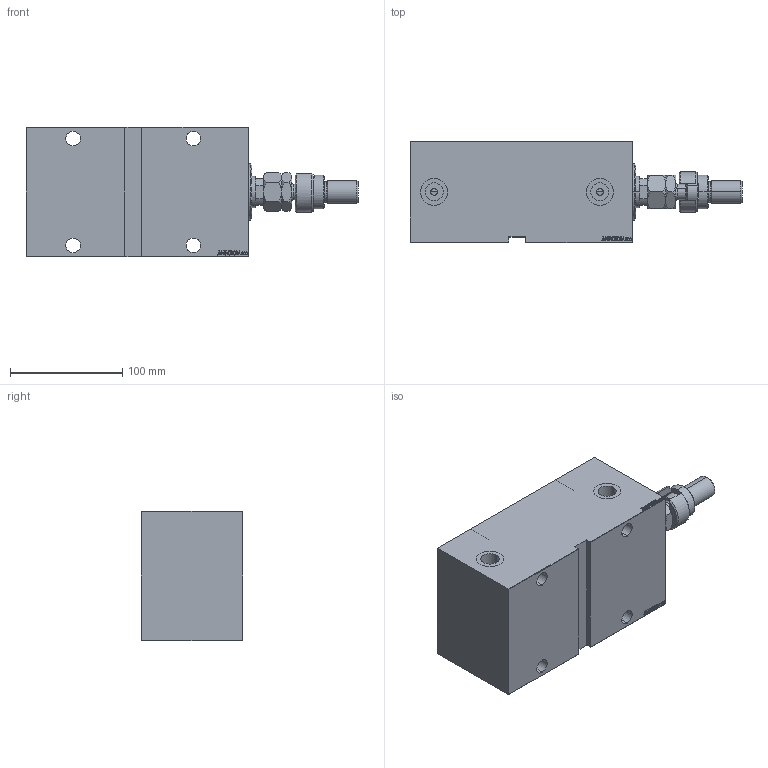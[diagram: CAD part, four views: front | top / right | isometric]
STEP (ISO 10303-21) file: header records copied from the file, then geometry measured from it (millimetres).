
FILE_DESCRIPTION (( 'STEP AP203' ), '1' );
FILE_NAME ('13cd.STEP', '2022-04-17T05:42:40', ( '' ), ( '' ), 'SwSTEP 2.0', 'SolidWorks 2019', '' );
FILE_SCHEMA (( 'CONFIG_CONTROL_DESIGN' ));
Length unit declared in the file: millimetre
Products named in the file (7): DFA 1686bec7cb116a755423b43973c31983; V450CM_E_VCP 1686bec7cb116a755423b43973c31983; 13cd; MFA 1686bec7cb116a755423b43973c31983; V450CM_VC_B 1686bec7cb116a755423b43973c31983; FEMALE_PART_FOR_DFA 1686bec7cb116a755423b43973c31983; V450CM_E_Body 1686bec7cb116a755423b43973c31983
Assembly tree (6 placements, depth 3):
  13cd
    V450CM_E_Body 1686bec7cb116a755423b43973c31983
    V450CM_E_VCP 1686bec7cb116a755423b43973c31983
    V450CM_VC_B 1686bec7cb116a755423b43973c31983
    DFA 1686bec7cb116a755423b43973c31983
      FEMALE_PART_FOR_DFA 1686bec7cb116a755423b43973c31983
      MFA 1686bec7cb116a755423b43973c31983
Bounding box: 295.5 x 90 x 115 mm (x, y, z)
Volume: 1684764.5 mm3; surface area: 213625.9 mm2
Topology: 5 solids, 5 shells, 962 faces, 2431 edges, 1595 vertices
Faces by surface type: plane 445, bspline 380, cylinder 79, cone 54, torus 4
Entity records: 46690 total; most frequent: CARTESIAN_POINT 25348, ORIENTED_EDGE 4858, DIRECTION 2999, EDGE_CURVE 2429, VERTEX_POINT 1595, LINE 1387, VECTOR 1387, EDGE_LOOP 1094
